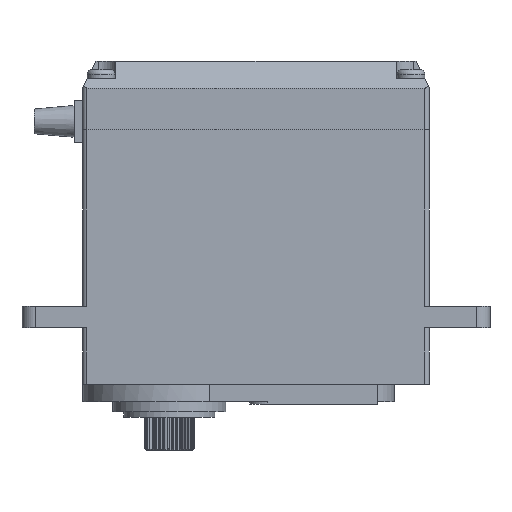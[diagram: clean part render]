
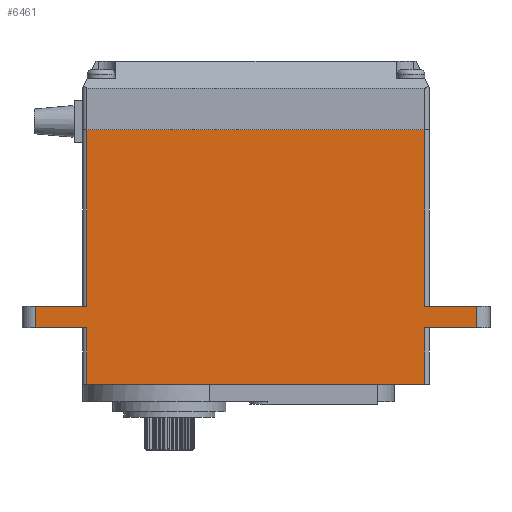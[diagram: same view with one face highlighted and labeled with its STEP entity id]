
A CAD part, front view. The second image highlights one B-rep face of the part: STEP entity #6461.
In plain terms, the highlighted planar face has unit normal (0, -1, 0).
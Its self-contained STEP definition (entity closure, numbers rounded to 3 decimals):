
#643=FACE_OUTER_BOUND('',#1034,.T.);
#1034=EDGE_LOOP('',(#4273,#4274,#4275,#4276,#4277,#4278,#4279,#4280,#4281,
#4282,#4283,#4284,#4285));
#1436=LINE('',#9766,#2018);
#1443=LINE('',#9786,#2025);
#1444=LINE('',#9789,#2026);
#1448=LINE('',#9803,#2030);
#1449=LINE('',#9805,#2031);
#1450=LINE('',#9807,#2032);
#1451=LINE('',#9809,#2033);
#1452=LINE('',#9811,#2034);
#1453=LINE('',#9813,#2035);
#1454=LINE('',#9814,#2036);
#1455=LINE('',#9816,#2037);
#1456=LINE('',#9818,#2038);
#1457=LINE('',#9819,#2039);
#2018=VECTOR('',#7696,10.);
#2025=VECTOR('',#7713,10.);
#2026=VECTOR('',#7716,10.);
#2030=VECTOR('',#7728,10.);
#2031=VECTOR('',#7729,10.);
#2032=VECTOR('',#7730,10.);
#2033=VECTOR('',#7731,10.);
#2034=VECTOR('',#7732,10.);
#2035=VECTOR('',#7733,10.);
#2036=VECTOR('',#7734,10.);
#2037=VECTOR('',#7735,10.);
#2038=VECTOR('',#7736,10.);
#2039=VECTOR('',#7737,10.);
#2597=VERTEX_POINT('',#9763);
#2598=VERTEX_POINT('',#9765);
#2603=VERTEX_POINT('',#9779);
#2606=VERTEX_POINT('',#9784);
#2607=VERTEX_POINT('',#9788);
#2613=VERTEX_POINT('',#9802);
#2614=VERTEX_POINT('',#9804);
#2615=VERTEX_POINT('',#9806);
#2616=VERTEX_POINT('',#9808);
#2617=VERTEX_POINT('',#9810);
#2618=VERTEX_POINT('',#9812);
#2619=VERTEX_POINT('',#9815);
#2620=VERTEX_POINT('',#9817);
#3233=EDGE_CURVE('',#2597,#2598,#1436,.T.);
#3243=EDGE_CURVE('',#2606,#2603,#1443,.T.);
#3244=EDGE_CURVE('',#2607,#2603,#1444,.T.);
#3251=EDGE_CURVE('',#2613,#2597,#1448,.T.);
#3252=EDGE_CURVE('',#2614,#2613,#1449,.T.);
#3253=EDGE_CURVE('',#2615,#2614,#1450,.T.);
#3254=EDGE_CURVE('',#2616,#2615,#1451,.T.);
#3255=EDGE_CURVE('',#2617,#2616,#1452,.T.);
#3256=EDGE_CURVE('',#2617,#2618,#1453,.T.);
#3257=EDGE_CURVE('',#2607,#2618,#1454,.T.);
#3258=EDGE_CURVE('',#2606,#2619,#1455,.T.);
#3259=EDGE_CURVE('',#2620,#2619,#1456,.T.);
#3260=EDGE_CURVE('',#2598,#2620,#1457,.T.);
#4273=ORIENTED_EDGE('',*,*,#3233,.F.);
#4274=ORIENTED_EDGE('',*,*,#3251,.F.);
#4275=ORIENTED_EDGE('',*,*,#3252,.F.);
#4276=ORIENTED_EDGE('',*,*,#3253,.F.);
#4277=ORIENTED_EDGE('',*,*,#3254,.F.);
#4278=ORIENTED_EDGE('',*,*,#3255,.F.);
#4279=ORIENTED_EDGE('',*,*,#3256,.T.);
#4280=ORIENTED_EDGE('',*,*,#3257,.F.);
#4281=ORIENTED_EDGE('',*,*,#3244,.T.);
#4282=ORIENTED_EDGE('',*,*,#3243,.F.);
#4283=ORIENTED_EDGE('',*,*,#3258,.T.);
#4284=ORIENTED_EDGE('',*,*,#3259,.F.);
#4285=ORIENTED_EDGE('',*,*,#3260,.F.);
#6207=PLANE('',#6919);
#6461=ADVANCED_FACE('',(#643),#6207,.T.);
#6919=AXIS2_PLACEMENT_3D('',#9801,#7726,#7727);
#7696=DIRECTION('',(0.,0.,1.));
#7713=DIRECTION('',(0.,0.,1.));
#7716=DIRECTION('',(-1.,0.,0.));
#7726=DIRECTION('center_axis',(0.,-1.,0.));
#7727=DIRECTION('ref_axis',(1.,0.,0.));
#7728=DIRECTION('',(-1.,0.,0.));
#7729=DIRECTION('',(-1.,0.,0.));
#7730=DIRECTION('',(0.,0.,-1.));
#7731=DIRECTION('',(-1.,0.,0.));
#7732=DIRECTION('',(0.,0.,-1.));
#7733=DIRECTION('',(-1.,0.,0.));
#7734=DIRECTION('',(0.,0.,-1.));
#7735=DIRECTION('',(-1.,0.,0.));
#7736=DIRECTION('',(0.,0.,1.));
#7737=DIRECTION('',(-1.,0.,0.));
#9763=CARTESIAN_POINT('',(-19.5,-10.,-9.));
#9765=CARTESIAN_POINT('',(-19.5,-10.,-2.45));
#9766=CARTESIAN_POINT('',(-19.5,-10.,0.));
#9779=CARTESIAN_POINT('',(-19.5,-10.,20.4));
#9784=CARTESIAN_POINT('',(-19.5,-10.,0.));
#9786=CARTESIAN_POINT('',(-19.5,-10.,0.));
#9788=CARTESIAN_POINT('',(19.5,-10.,20.4));
#9789=CARTESIAN_POINT('',(-10.,-10.,20.4));
#9801=CARTESIAN_POINT('Origin',(-20.,-10.,0.));
#9802=CARTESIAN_POINT('',(-10.,-10.,-9.));
#9803=CARTESIAN_POINT('',(20.,-10.,-9.));
#9804=CARTESIAN_POINT('',(19.5,-10.,-9.));
#9805=CARTESIAN_POINT('',(20.,-10.,-9.));
#9806=CARTESIAN_POINT('',(19.5,-10.,-2.45));
#9807=CARTESIAN_POINT('',(19.5,-10.,0.));
#9808=CARTESIAN_POINT('',(25.4,-10.,-2.45));
#9809=CARTESIAN_POINT('',(27.,-10.,-2.45));
#9810=CARTESIAN_POINT('',(25.4,-10.,0.));
#9811=CARTESIAN_POINT('',(25.4,-10.,0.));
#9812=CARTESIAN_POINT('',(19.5,-10.,0.));
#9813=CARTESIAN_POINT('',(27.,-10.,0.));
#9814=CARTESIAN_POINT('',(19.5,-10.,0.));
#9815=CARTESIAN_POINT('',(-25.4,-10.,0.));
#9816=CARTESIAN_POINT('',(-20.,-10.,0.));
#9817=CARTESIAN_POINT('',(-25.4,-10.,-2.45));
#9818=CARTESIAN_POINT('',(-25.4,-10.,0.));
#9819=CARTESIAN_POINT('',(-20.,-10.,-2.45));
